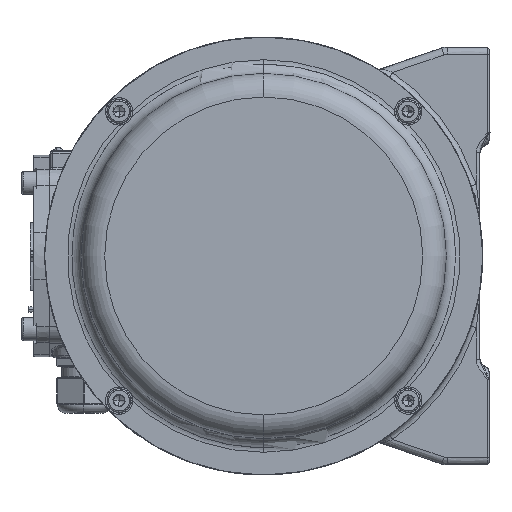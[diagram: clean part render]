
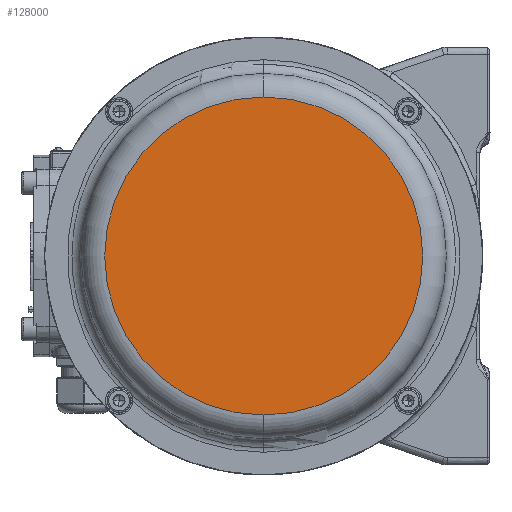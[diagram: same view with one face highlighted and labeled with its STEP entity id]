
A CAD part, left-side view. The second image highlights one B-rep face of the part: STEP entity #128000.
In plain terms, the highlighted planar face has unit normal (-1, 0, 0).
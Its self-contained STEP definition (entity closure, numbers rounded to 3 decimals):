
#11991 = EDGE_CURVE ( 'NONE', #31934, #199405, #247653, .T. ) ;
#31934 = VERTEX_POINT ( 'NONE', #203462 ) ;
#50348 = PLANE ( 'NONE',  #275927 ) ;
#69691 = FACE_OUTER_BOUND ( 'NONE', #71178, .T. ) ;
#71178 = EDGE_LOOP ( 'NONE', ( #158882, #77257 ) ) ;
#72195 = CARTESIAN_POINT ( 'NONE',  ( -224.358, -51.392, 0. ) ) ;
#77257 = ORIENTED_EDGE ( 'NONE', *, *, #11991, .F. ) ;
#89153 = CARTESIAN_POINT ( 'NONE',  ( -224.358, 36.108, 0. ) ) ;
#95041 = DIRECTION ( 'NONE',  ( 0., 0., 1. ) ) ;
#116042 = DIRECTION ( 'NONE',  ( 1., 0., 0. ) ) ;
#128000 = ADVANCED_FACE ( 'NONE', ( #69691 ), #50348, .F. ) ;
#158882 = ORIENTED_EDGE ( 'NONE', *, *, #218325, .F. ) ;
#158938 = DIRECTION ( 'NONE',  ( 1., 0., 0. ) ) ;
#160658 = CIRCLE ( 'NONE', #234822, 87.5 ) ;
#174457 = CARTESIAN_POINT ( 'NONE',  ( -224.358, 36.108, 0. ) ) ;
#199405 = VERTEX_POINT ( 'NONE', #290317 ) ;
#203462 = CARTESIAN_POINT ( 'NONE',  ( -224.358, 36.108, -87.5 ) ) ;
#218325 = EDGE_CURVE ( 'NONE', #199405, #31934, #160658, .T. ) ;
#221363 = DIRECTION ( 'NONE',  ( 0., 0., 1. ) ) ;
#234822 = AXIS2_PLACEMENT_3D ( 'NONE', #174457, #245318, #221363 ) ;
#245318 = DIRECTION ( 'NONE',  ( 1., 0., 0. ) ) ;
#247653 = CIRCLE ( 'NONE', #283078, 87.5 ) ;
#273690 = DIRECTION ( 'NONE',  ( 0., 0., 1. ) ) ;
#275927 = AXIS2_PLACEMENT_3D ( 'NONE', #72195, #116042, #95041 ) ;
#283078 = AXIS2_PLACEMENT_3D ( 'NONE', #89153, #158938, #273690 ) ;
#290317 = CARTESIAN_POINT ( 'NONE',  ( -224.358, 36.108, 87.5 ) ) ;
